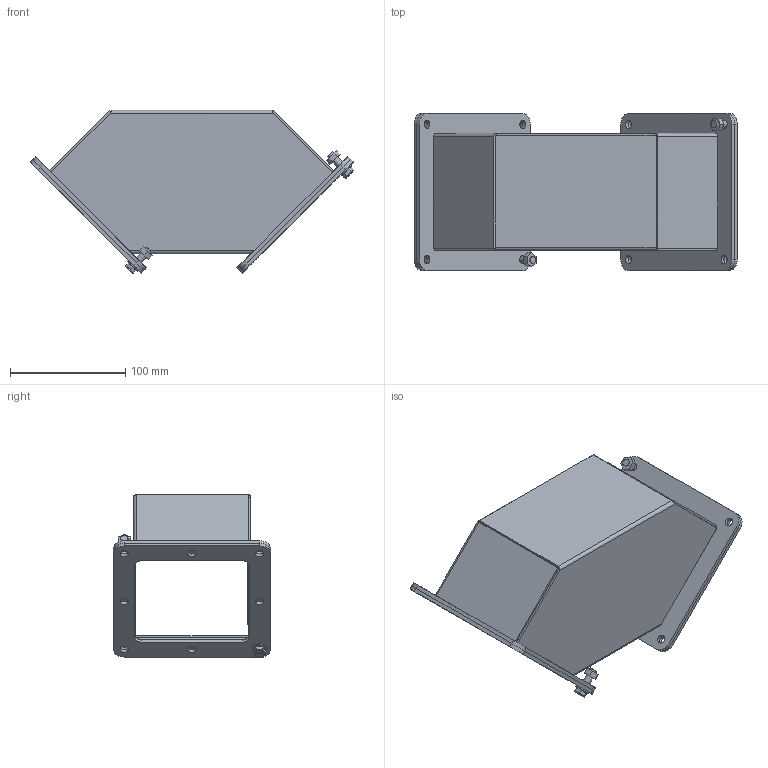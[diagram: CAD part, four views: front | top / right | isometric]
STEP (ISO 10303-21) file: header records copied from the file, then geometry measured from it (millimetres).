
FILE_DESCRIPTION (( 'STEP AP203' ), '1' );
FILE_NAME ('1487C9PSS.step', '2020-11-17T21:11:53', ( 'ADC123' ), ( 'Microsoft' ), 'SwSTEP 2.0', 'SolidWorks 2019', '' );
FILE_SCHEMA (( 'CONFIG_CONTROL_DESIGN' ));
Length unit declared in the file: inch
Products named in the file (1): 1487C9PSS
Bounding box: 281.26 x 136.53 x 142 mm (x, y, z)
Volume: 265484.7 mm3; surface area: 265032.5 mm2
Topology: 12 solids, 12 shells, 395 faces, 1028 edges, 675 vertices
Faces by surface type: plane 238, cylinder 114, bspline 43
Full cylindrical faces by diameter (mm): 4.976 x2, 6.35 x2, 6.553 x2, 7.137 x24, 12.7 x2
Entity records: 16551 total; most frequent: CARTESIAN_POINT 7055, ORIENTED_EDGE 1984, DIRECTION 1760, EDGE_CURVE 992, VERTEX_POINT 674, VECTOR 662, LINE 662, AXIS2_PLACEMENT_3D 549
